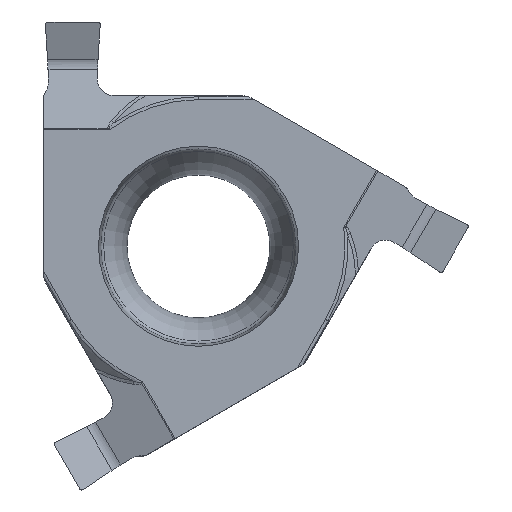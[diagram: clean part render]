
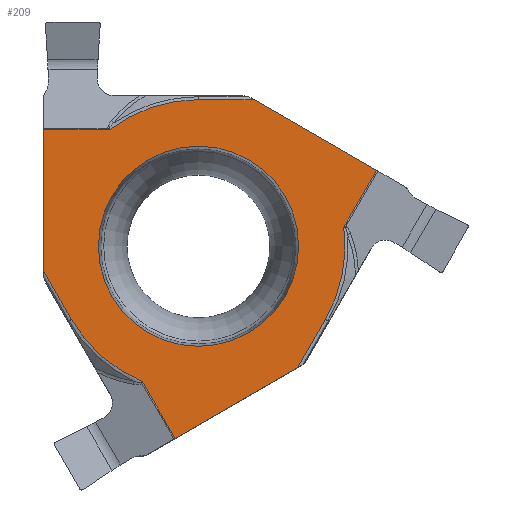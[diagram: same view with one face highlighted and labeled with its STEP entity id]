
A CAD part, top view. The second image highlights one B-rep face of the part: STEP entity #209.
In plain terms, the highlighted planar face has unit normal (0, 0, 1).
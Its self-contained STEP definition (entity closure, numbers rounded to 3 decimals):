
#61=FACE_BOUND('',#437,.T.);
#62=FACE_BOUND('',#438,.T.);
#156=CIRCLE('',#1814,3.08);
#157=CIRCLE('',#1817,4.511);
#158=CIRCLE('',#1818,4.511);
#159=CIRCLE('',#1819,4.511);
#209=ADVANCED_FACE('',(#61,#62),#291,.F.);
#291=PLANE('',#1820);
#437=EDGE_LOOP('',(#619,#620,#621,#622,#623,#624,#625,#626,#627,#628,#629,
#630));
#438=EDGE_LOOP('',(#631));
#619=ORIENTED_EDGE('',*,*,#1250,.T.);
#620=ORIENTED_EDGE('',*,*,#1251,.T.);
#621=ORIENTED_EDGE('',*,*,#1252,.F.);
#622=ORIENTED_EDGE('',*,*,#1253,.F.);
#623=ORIENTED_EDGE('',*,*,#1254,.F.);
#624=ORIENTED_EDGE('',*,*,#1255,.F.);
#625=ORIENTED_EDGE('',*,*,#1188,.T.);
#626=ORIENTED_EDGE('',*,*,#1256,.F.);
#627=ORIENTED_EDGE('',*,*,#1257,.F.);
#628=ORIENTED_EDGE('',*,*,#1258,.F.);
#629=ORIENTED_EDGE('',*,*,#1200,.T.);
#630=ORIENTED_EDGE('',*,*,#1259,.T.);
#631=ORIENTED_EDGE('',*,*,#1249,.F.);
#1025=VERTEX_POINT('',#2772);
#1026=VERTEX_POINT('',#2774);
#1037=VERTEX_POINT('',#2798);
#1038=VERTEX_POINT('',#2800);
#1069=VERTEX_POINT('',#2904);
#1070=VERTEX_POINT('',#2908);
#1071=VERTEX_POINT('',#2909);
#1072=VERTEX_POINT('',#2911);
#1073=VERTEX_POINT('',#2913);
#1074=VERTEX_POINT('',#2915);
#1075=VERTEX_POINT('',#2917);
#1076=VERTEX_POINT('',#2920);
#1077=VERTEX_POINT('',#2922);
#1188=EDGE_CURVE('',#1026,#1025,#1433,.T.);
#1200=EDGE_CURVE('',#1038,#1037,#1443,.T.);
#1249=EDGE_CURVE('',#1069,#1069,#156,.T.);
#1250=EDGE_CURVE('',#1070,#1071,#157,.T.);
#1251=EDGE_CURVE('',#1071,#1072,#1470,.T.);
#1252=EDGE_CURVE('',#1073,#1072,#1471,.T.);
#1253=EDGE_CURVE('',#1074,#1073,#1472,.T.);
#1254=EDGE_CURVE('',#1075,#1074,#158,.T.);
#1255=EDGE_CURVE('',#1026,#1075,#1473,.T.);
#1256=EDGE_CURVE('',#1076,#1025,#1474,.T.);
#1257=EDGE_CURVE('',#1077,#1076,#159,.T.);
#1258=EDGE_CURVE('',#1038,#1077,#1475,.T.);
#1259=EDGE_CURVE('',#1037,#1070,#1476,.T.);
#1433=LINE('',#2773,#1574);
#1443=LINE('',#2799,#1584);
#1470=LINE('',#2910,#1611);
#1471=LINE('',#2912,#1612);
#1472=LINE('',#2914,#1613);
#1473=LINE('',#2918,#1614);
#1474=LINE('',#2919,#1615);
#1475=LINE('',#2923,#1616);
#1476=LINE('',#2924,#1617);
#1574=VECTOR('',#1958,1.);
#1584=VECTOR('',#1976,1.);
#1611=VECTOR('',#2087,1.);
#1612=VECTOR('',#2088,1.);
#1613=VECTOR('',#2089,1.);
#1614=VECTOR('',#2092,1.);
#1615=VECTOR('',#2093,1.);
#1616=VECTOR('',#2096,1.);
#1617=VECTOR('',#2097,1.);
#1814=AXIS2_PLACEMENT_3D('',#2903,#2079,#2080);
#1817=AXIS2_PLACEMENT_3D('',#2907,#2085,#2086);
#1818=AXIS2_PLACEMENT_3D('',#2916,#2090,#2091);
#1819=AXIS2_PLACEMENT_3D('',#2921,#2094,#2095);
#1820=AXIS2_PLACEMENT_3D('',#2925,#2098,#2099);
#1958=DIRECTION('',(-0.866,0.5,0.));
#1976=DIRECTION('',(0.,-1.,0.));
#2079=DIRECTION('',(0.,0.,1.));
#2080=DIRECTION('',(0.,1.,0.));
#2085=DIRECTION('',(0.,0.,1.));
#2086=DIRECTION('',(-0.866,-0.5,0.));
#2087=DIRECTION('',(0.5,-0.866,0.));
#2088=DIRECTION('',(-0.866,-0.5,0.));
#2089=DIRECTION('',(-0.5,-0.866,0.));
#2090=DIRECTION('',(0.,0.,-1.));
#2091=DIRECTION('',(0.866,-0.5,0.));
#2092=DIRECTION('',(-0.5,-0.866,0.));
#2093=DIRECTION('',(1.,0.,0.));
#2094=DIRECTION('',(0.,0.,-1.));
#2095=DIRECTION('',(0.,1.,0.));
#2096=DIRECTION('',(1.,0.,0.));
#2097=DIRECTION('',(0.5,-0.866,0.));
#2098=DIRECTION('',(0.,0.,-1.));
#2099=DIRECTION('',(0.,1.,0.));
#2772=CARTESIAN_POINT('',(1.712,4.511,0.1));
#2773=CARTESIAN_POINT('',(2.381,4.124,0.1));
#2774=CARTESIAN_POINT('',(5.481,2.335,0.1));
#2798=CARTESIAN_POINT('',(-4.763,-0.773,0.1));
#2799=CARTESIAN_POINT('',(-4.763,0.,0.1));
#2800=CARTESIAN_POINT('',(-4.763,3.579,0.1));
#2903=CARTESIAN_POINT('',(0.,0.,0.1));
#2904=CARTESIAN_POINT('',(0.,3.08,0.1));
#2907=CARTESIAN_POINT('',(0.,0.,
0.1));
#2908=CARTESIAN_POINT('',(-3.907,-2.255,0.1));
#2909=CARTESIAN_POINT('',(-1.726,-4.167,0.1));
#2910=CARTESIAN_POINT('',(-0.858,-5.672,0.1));
#2911=CARTESIAN_POINT('',(-0.718,-5.914,0.1));
#2912=CARTESIAN_POINT('',(2.381,-4.124,0.1));
#2913=CARTESIAN_POINT('',(3.051,-3.738,0.1));
#2914=CARTESIAN_POINT('',(12.657,12.9,0.1));
#2915=CARTESIAN_POINT('',(3.907,-2.255,0.1));
#2916=CARTESIAN_POINT('',(0.,0.,
0.1));
#2917=CARTESIAN_POINT('',(4.472,0.589,0.1));
#2918=CARTESIAN_POINT('',(5.341,2.093,0.1));
#2919=CARTESIAN_POINT('',(-17.5,4.511,0.1));
#2920=CARTESIAN_POINT('',(0.,4.511,0.1));
#2921=CARTESIAN_POINT('',(0.,0.,0.1));
#2922=CARTESIAN_POINT('',(-2.746,3.579,0.1));
#2923=CARTESIAN_POINT('',(-2.803,3.579,0.1));
#2924=CARTESIAN_POINT('',(4.843,-17.411,0.1));
#2925=CARTESIAN_POINT('',(-17.5,0.,0.1));
